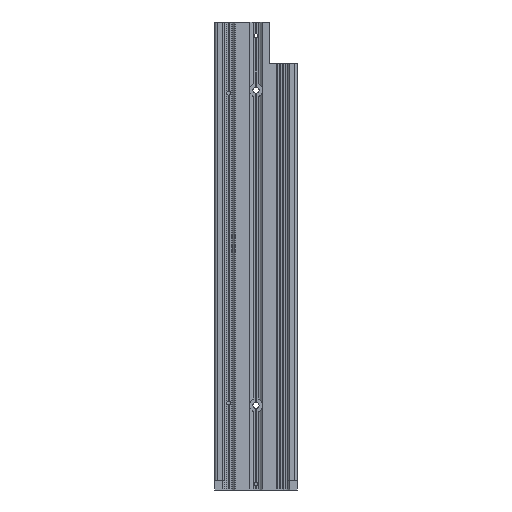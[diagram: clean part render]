
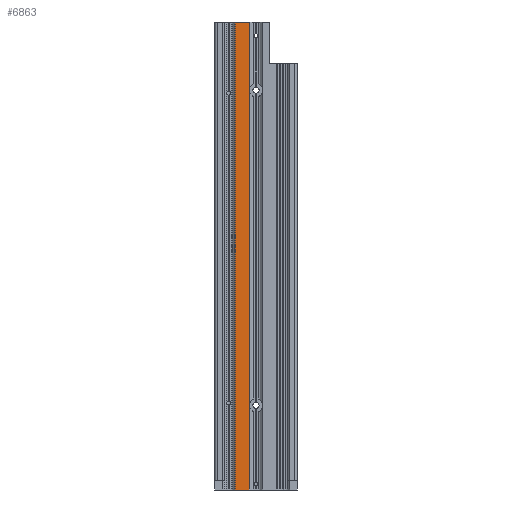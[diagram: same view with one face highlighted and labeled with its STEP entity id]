
A CAD part, front view. The second image highlights one B-rep face of the part: STEP entity #6863.
In plain terms, the highlighted planar face has unit normal (0, -1, 0).
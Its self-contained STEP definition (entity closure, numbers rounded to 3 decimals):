
#59=PLANE('',#7332);
#578=FACE_OUTER_BOUND('',#910,.T.);
#910=EDGE_LOOP('',(#5023,#5024,#5025,#5026,#5027,#5028,#5029,#5030));
#1231=CIRCLE('',#7263,5.);
#1239=CIRCLE('',#7289,5.);
#1581=LINE('',#11245,#2187);
#1582=LINE('',#11247,#2188);
#1583=LINE('',#11249,#2189);
#1584=LINE('',#11251,#2190);
#1585=LINE('',#11253,#2191);
#1586=LINE('',#11254,#2192);
#2187=VECTOR('',#8297,1000.);
#2188=VECTOR('',#8298,1000.);
#2189=VECTOR('',#8299,10.);
#2190=VECTOR('',#8300,1000.);
#2191=VECTOR('',#8301,1000.);
#2192=VECTOR('',#8302,1000.);
#2980=VERTEX_POINT('',#10535);
#2986=VERTEX_POINT('',#10584);
#3022=VERTEX_POINT('',#10873);
#3028=VERTEX_POINT('',#10922);
#3072=VERTEX_POINT('',#11246);
#3073=VERTEX_POINT('',#11248);
#3074=VERTEX_POINT('',#11250);
#3075=VERTEX_POINT('',#11252);
#3722=EDGE_CURVE('',#2980,#2986,#1231,.T.);
#3769=EDGE_CURVE('',#3022,#3028,#1239,.T.);
#3837=EDGE_CURVE('',#3022,#2986,#1581,.T.);
#3838=EDGE_CURVE('',#3072,#3028,#1582,.T.);
#3839=EDGE_CURVE('',#3072,#3073,#1583,.T.);
#3840=EDGE_CURVE('',#3074,#3073,#1584,.T.);
#3841=EDGE_CURVE('',#3075,#3074,#1585,.T.);
#3842=EDGE_CURVE('',#2980,#3075,#1586,.T.);
#5023=ORIENTED_EDGE('',*,*,#3722,.T.);
#5024=ORIENTED_EDGE('',*,*,#3837,.F.);
#5025=ORIENTED_EDGE('',*,*,#3769,.T.);
#5026=ORIENTED_EDGE('',*,*,#3838,.F.);
#5027=ORIENTED_EDGE('',*,*,#3839,.T.);
#5028=ORIENTED_EDGE('',*,*,#3840,.F.);
#5029=ORIENTED_EDGE('',*,*,#3841,.F.);
#5030=ORIENTED_EDGE('',*,*,#3842,.F.);
#6863=ADVANCED_FACE('',(#578),#59,.F.);
#7263=AXIS2_PLACEMENT_3D('',#10593,#8124,#8125);
#7289=AXIS2_PLACEMENT_3D('',#10931,#8178,#8179);
#7332=AXIS2_PLACEMENT_3D('',#11244,#8295,#8296);
#8124=DIRECTION('center_axis',(0.,1.,0.));
#8125=DIRECTION('ref_axis',(1.,0.,0.));
#8178=DIRECTION('center_axis',(0.,1.,0.));
#8179=DIRECTION('ref_axis',(1.,0.,0.));
#8295=DIRECTION('center_axis',(0.,1.,0.));
#8296=DIRECTION('ref_axis',(0.,0.,-1.));
#8297=DIRECTION('',(0.,0.,-1.));
#8298=DIRECTION('',(0.,0.,-1.));
#8299=DIRECTION('',(-1.,0.,0.));
#8300=DIRECTION('',(0.,0.,1.));
#8301=DIRECTION('',(-1.,0.,0.));
#8302=DIRECTION('',(0.,0.,-1.));
#10535=CARTESIAN_POINT('',(15.17,-10.,-939.419));
#10584=CARTESIAN_POINT('',(15.17,-10.,-936.834));
#10593=CARTESIAN_POINT('Origin',(20.,-10.,-938.126));
#10873=CARTESIAN_POINT('',(15.17,-10.,-709.166));
#10922=CARTESIAN_POINT('',(15.17,-10.,-706.581));
#10931=CARTESIAN_POINT('Origin',(20.,-10.,-707.874));
#11244=CARTESIAN_POINT('Origin',(15.274,-10.,-1014.142));
#11245=CARTESIAN_POINT('',(15.17,-10.,-1014.142));
#11246=CARTESIAN_POINT('',(15.17,-10.,-658.));
#11247=CARTESIAN_POINT('',(15.17,-10.,-1014.142));
#11248=CARTESIAN_POINT('',(4.83,-10.,-658.));
#11249=CARTESIAN_POINT('',(17.637,-10.,-658.));
#11250=CARTESIAN_POINT('',(4.83,-10.,-1000.));
#11251=CARTESIAN_POINT('',(4.83,-10.,-1014.142));
#11252=CARTESIAN_POINT('',(15.17,-10.,-1000.));
#11253=CARTESIAN_POINT('',(15.274,-10.,-1000.));
#11254=CARTESIAN_POINT('',(15.17,-10.,-1014.142));
